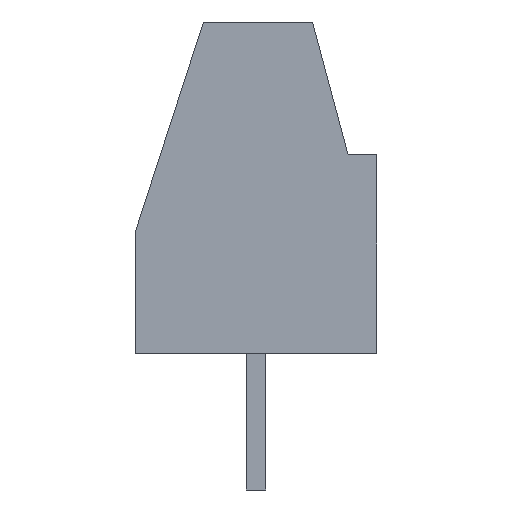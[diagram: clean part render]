
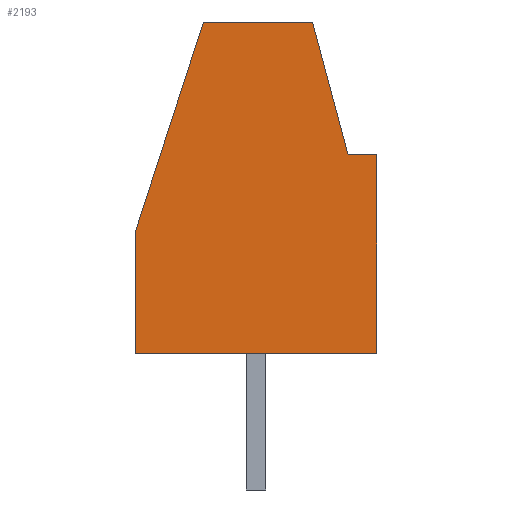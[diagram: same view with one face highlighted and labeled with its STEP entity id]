
A CAD part, left-side view. The second image highlights one B-rep face of the part: STEP entity #2193.
In plain terms, the highlighted planar face has unit normal (-1, 0, 0).
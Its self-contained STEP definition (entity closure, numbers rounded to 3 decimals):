
#22 = VERTEX_POINT('',#23);
#23 = CARTESIAN_POINT('',(-1.5,-3.1,0.));
#32 = PLANE('',#33);
#33 = AXIS2_PLACEMENT_3D('',#34,#35,#36);
#34 = CARTESIAN_POINT('',(-1.5,-3.1,0.));
#35 = DIRECTION('',(0.,0.,1.));
#36 = DIRECTION('',(0.,1.,0.));
#44 = PLANE('',#45);
#45 = AXIS2_PLACEMENT_3D('',#46,#47,#48);
#46 = CARTESIAN_POINT('',(-1.5,-3.1,8.5));
#47 = DIRECTION('',(0.,1.,0.));
#48 = DIRECTION('',(0.,0.,-1.));
#85 = VERTEX_POINT('',#86);
#86 = CARTESIAN_POINT('',(-1.5,3.1,0.));
#100 = PLANE('',#101);
#101 = AXIS2_PLACEMENT_3D('',#102,#103,#104);
#102 = CARTESIAN_POINT('',(-1.5,3.1,0.));
#103 = DIRECTION('',(0.,-1.,0.));
#104 = DIRECTION('',(0.,0.,1.));
#112 = EDGE_CURVE('',#22,#85,#113,.T.);
#113 = SURFACE_CURVE('',#114,(#118,#125),.PCURVE_S1.);
#114 = LINE('',#115,#116);
#115 = CARTESIAN_POINT('',(-1.5,-3.1,0.));
#116 = VECTOR('',#117,1.);
#117 = DIRECTION('',(0.,1.,0.));
#118 = PCURVE('',#32,#119);
#119 = DEFINITIONAL_REPRESENTATION('',(#120),#124);
#120 = LINE('',#121,#122);
#121 = CARTESIAN_POINT('',(0.,0.));
#122 = VECTOR('',#123,1.);
#123 = DIRECTION('',(1.,0.));
#124 = ( GEOMETRIC_REPRESENTATION_CONTEXT(2)
PARAMETRIC_REPRESENTATION_CONTEXT() REPRESENTATION_CONTEXT('2D SPACE',''
) );
#125 = PCURVE('',#126,#131);
#126 = PLANE('',#127);
#127 = AXIS2_PLACEMENT_3D('',#128,#129,#130);
#128 = CARTESIAN_POINT('',(-1.5,0.,4.25));
#129 = DIRECTION('',(1.,0.,0.));
#130 = DIRECTION('',(0.,0.,1.));
#131 = DEFINITIONAL_REPRESENTATION('',(#132),#136);
#132 = LINE('',#133,#134);
#133 = CARTESIAN_POINT('',(-4.25,3.1));
#134 = VECTOR('',#135,1.);
#135 = DIRECTION('',(0.,-1.));
#136 = ( GEOMETRIC_REPRESENTATION_CONTEXT(2)
PARAMETRIC_REPRESENTATION_CONTEXT() REPRESENTATION_CONTEXT('2D SPACE',''
) );
#1095 = EDGE_CURVE('',#1096,#22,#1098,.T.);
#1096 = VERTEX_POINT('',#1097);
#1097 = CARTESIAN_POINT('',(-1.5,-3.1,5.1));
#1098 = SURFACE_CURVE('',#1099,(#1103,#1110),.PCURVE_S1.);
#1099 = LINE('',#1100,#1101);
#1100 = CARTESIAN_POINT('',(-1.5,-3.1,8.5));
#1101 = VECTOR('',#1102,1.);
#1102 = DIRECTION('',(0.,0.,-1.));
#1103 = PCURVE('',#44,#1104);
#1104 = DEFINITIONAL_REPRESENTATION('',(#1105),#1109);
#1105 = LINE('',#1106,#1107);
#1106 = CARTESIAN_POINT('',(0.,0.));
#1107 = VECTOR('',#1108,1.);
#1108 = DIRECTION('',(1.,0.));
#1109 = ( GEOMETRIC_REPRESENTATION_CONTEXT(2)
PARAMETRIC_REPRESENTATION_CONTEXT() REPRESENTATION_CONTEXT('2D SPACE',''
) );
#1110 = PCURVE('',#126,#1111);
#1111 = DEFINITIONAL_REPRESENTATION('',(#1112),#1116);
#1112 = LINE('',#1113,#1114);
#1113 = CARTESIAN_POINT('',(4.25,3.1));
#1114 = VECTOR('',#1115,1.);
#1115 = DIRECTION('',(-1.,0.));
#1116 = ( GEOMETRIC_REPRESENTATION_CONTEXT(2)
PARAMETRIC_REPRESENTATION_CONTEXT() REPRESENTATION_CONTEXT('2D SPACE',''
) );
#1134 = PLANE('',#1135);
#1135 = AXIS2_PLACEMENT_3D('',#1136,#1137,#1138);
#1136 = CARTESIAN_POINT('',(-1.5,-2.36,5.1));
#1137 = DIRECTION('',(0.,0.,-1.));
#1138 = DIRECTION('',(0.,-1.,0.));
#2193 = ADVANCED_FACE('',(#2194),#126,.F.);
#2194 = FACE_BOUND('',#2195,.F.);
#2195 = EDGE_LOOP('',(#2196,#2219,#2220,#2221,#2244,#2272,#2300));
#2196 = ORIENTED_EDGE('',*,*,#2197,.T.);
#2197 = EDGE_CURVE('',#2198,#1096,#2200,.T.);
#2198 = VERTEX_POINT('',#2199);
#2199 = CARTESIAN_POINT('',(-1.5,-2.36,5.1));
#2200 = SURFACE_CURVE('',#2201,(#2205,#2212),.PCURVE_S1.);
#2201 = LINE('',#2202,#2203);
#2202 = CARTESIAN_POINT('',(-1.5,-2.36,5.1));
#2203 = VECTOR('',#2204,1.);
#2204 = DIRECTION('',(0.,-1.,0.));
#2205 = PCURVE('',#126,#2206);
#2206 = DEFINITIONAL_REPRESENTATION('',(#2207),#2211);
#2207 = LINE('',#2208,#2209);
#2208 = CARTESIAN_POINT('',(0.85,2.36));
#2209 = VECTOR('',#2210,1.);
#2210 = DIRECTION('',(0.,1.));
#2211 = ( GEOMETRIC_REPRESENTATION_CONTEXT(2)
PARAMETRIC_REPRESENTATION_CONTEXT() REPRESENTATION_CONTEXT('2D SPACE',''
) );
#2212 = PCURVE('',#1134,#2213);
#2213 = DEFINITIONAL_REPRESENTATION('',(#2214),#2218);
#2214 = LINE('',#2215,#2216);
#2215 = CARTESIAN_POINT('',(0.,-0.));
#2216 = VECTOR('',#2217,1.);
#2217 = DIRECTION('',(1.,0.));
#2218 = ( GEOMETRIC_REPRESENTATION_CONTEXT(2)
PARAMETRIC_REPRESENTATION_CONTEXT() REPRESENTATION_CONTEXT('2D SPACE',''
) );
#2219 = ORIENTED_EDGE('',*,*,#1095,.T.);
#2220 = ORIENTED_EDGE('',*,*,#112,.T.);
#2221 = ORIENTED_EDGE('',*,*,#2222,.T.);
#2222 = EDGE_CURVE('',#85,#2223,#2225,.T.);
#2223 = VERTEX_POINT('',#2224);
#2224 = CARTESIAN_POINT('',(-1.5,3.1,3.114));
#2225 = SURFACE_CURVE('',#2226,(#2230,#2237),.PCURVE_S1.);
#2226 = LINE('',#2227,#2228);
#2227 = CARTESIAN_POINT('',(-1.5,3.1,0.));
#2228 = VECTOR('',#2229,1.);
#2229 = DIRECTION('',(0.,0.,1.));
#2230 = PCURVE('',#126,#2231);
#2231 = DEFINITIONAL_REPRESENTATION('',(#2232),#2236);
#2232 = LINE('',#2233,#2234);
#2233 = CARTESIAN_POINT('',(-4.25,-3.1));
#2234 = VECTOR('',#2235,1.);
#2235 = DIRECTION('',(1.,0.));
#2236 = ( GEOMETRIC_REPRESENTATION_CONTEXT(2)
PARAMETRIC_REPRESENTATION_CONTEXT() REPRESENTATION_CONTEXT('2D SPACE',''
) );
#2237 = PCURVE('',#100,#2238);
#2238 = DEFINITIONAL_REPRESENTATION('',(#2239),#2243);
#2239 = LINE('',#2240,#2241);
#2240 = CARTESIAN_POINT('',(0.,0.));
#2241 = VECTOR('',#2242,1.);
#2242 = DIRECTION('',(1.,0.));
#2243 = ( GEOMETRIC_REPRESENTATION_CONTEXT(2)
PARAMETRIC_REPRESENTATION_CONTEXT() REPRESENTATION_CONTEXT('2D SPACE',''
) );
#2244 = ORIENTED_EDGE('',*,*,#2245,.F.);
#2245 = EDGE_CURVE('',#2246,#2223,#2248,.T.);
#2246 = VERTEX_POINT('',#2247);
#2247 = CARTESIAN_POINT('',(-1.5,1.35,8.5));
#2248 = SURFACE_CURVE('',#2249,(#2253,#2260),.PCURVE_S1.);
#2249 = LINE('',#2250,#2251);
#2250 = CARTESIAN_POINT('',(-1.5,1.35,8.5));
#2251 = VECTOR('',#2252,1.);
#2252 = DIRECTION('',(0.,0.309,-0.951));
#2253 = PCURVE('',#126,#2254);
#2254 = DEFINITIONAL_REPRESENTATION('',(#2255),#2259);
#2255 = LINE('',#2256,#2257);
#2256 = CARTESIAN_POINT('',(4.25,-1.35));
#2257 = VECTOR('',#2258,1.);
#2258 = DIRECTION('',(-0.951,-0.309));
#2259 = ( GEOMETRIC_REPRESENTATION_CONTEXT(2)
PARAMETRIC_REPRESENTATION_CONTEXT() REPRESENTATION_CONTEXT('2D SPACE',''
) );
#2260 = PCURVE('',#2261,#2266);
#2261 = PLANE('',#2262);
#2262 = AXIS2_PLACEMENT_3D('',#2263,#2264,#2265);
#2263 = CARTESIAN_POINT('',(-1.5,1.35,8.5));
#2264 = DIRECTION('',(0.,0.951,0.309));
#2265 = DIRECTION('',(0.,0.309,-0.951));
#2266 = DEFINITIONAL_REPRESENTATION('',(#2267),#2271);
#2267 = LINE('',#2268,#2269);
#2268 = CARTESIAN_POINT('',(0.,0.));
#2269 = VECTOR('',#2270,1.);
#2270 = DIRECTION('',(1.,0.));
#2271 = ( GEOMETRIC_REPRESENTATION_CONTEXT(2)
PARAMETRIC_REPRESENTATION_CONTEXT() REPRESENTATION_CONTEXT('2D SPACE',''
) );
#2272 = ORIENTED_EDGE('',*,*,#2273,.T.);
#2273 = EDGE_CURVE('',#2246,#2274,#2276,.T.);
#2274 = VERTEX_POINT('',#2275);
#2275 = CARTESIAN_POINT('',(-1.5,-1.45,8.5));
#2276 = SURFACE_CURVE('',#2277,(#2281,#2288),.PCURVE_S1.);
#2277 = LINE('',#2278,#2279);
#2278 = CARTESIAN_POINT('',(-1.5,3.1,8.5));
#2279 = VECTOR('',#2280,1.);
#2280 = DIRECTION('',(0.,-1.,0.));
#2281 = PCURVE('',#126,#2282);
#2282 = DEFINITIONAL_REPRESENTATION('',(#2283),#2287);
#2283 = LINE('',#2284,#2285);
#2284 = CARTESIAN_POINT('',(4.25,-3.1));
#2285 = VECTOR('',#2286,1.);
#2286 = DIRECTION('',(0.,1.));
#2287 = ( GEOMETRIC_REPRESENTATION_CONTEXT(2)
PARAMETRIC_REPRESENTATION_CONTEXT() REPRESENTATION_CONTEXT('2D SPACE',''
) );
#2288 = PCURVE('',#2289,#2294);
#2289 = PLANE('',#2290);
#2290 = AXIS2_PLACEMENT_3D('',#2291,#2292,#2293);
#2291 = CARTESIAN_POINT('',(-1.5,3.1,8.5));
#2292 = DIRECTION('',(0.,0.,-1.));
#2293 = DIRECTION('',(0.,-1.,0.));
#2294 = DEFINITIONAL_REPRESENTATION('',(#2295),#2299);
#2295 = LINE('',#2296,#2297);
#2296 = CARTESIAN_POINT('',(0.,-0.));
#2297 = VECTOR('',#2298,1.);
#2298 = DIRECTION('',(1.,0.));
#2299 = ( GEOMETRIC_REPRESENTATION_CONTEXT(2)
PARAMETRIC_REPRESENTATION_CONTEXT() REPRESENTATION_CONTEXT('2D SPACE',''
) );
#2300 = ORIENTED_EDGE('',*,*,#2301,.T.);
#2301 = EDGE_CURVE('',#2274,#2198,#2302,.T.);
#2302 = SURFACE_CURVE('',#2303,(#2307,#2314),.PCURVE_S1.);
#2303 = LINE('',#2304,#2305);
#2304 = CARTESIAN_POINT('',(-1.5,-1.45,8.5));
#2305 = VECTOR('',#2306,1.);
#2306 = DIRECTION('',(0.,-0.259,-0.966));
#2307 = PCURVE('',#126,#2308);
#2308 = DEFINITIONAL_REPRESENTATION('',(#2309),#2313);
#2309 = LINE('',#2310,#2311);
#2310 = CARTESIAN_POINT('',(4.25,1.45));
#2311 = VECTOR('',#2312,1.);
#2312 = DIRECTION('',(-0.966,0.259));
#2313 = ( GEOMETRIC_REPRESENTATION_CONTEXT(2)
PARAMETRIC_REPRESENTATION_CONTEXT() REPRESENTATION_CONTEXT('2D SPACE',''
) );
#2314 = PCURVE('',#2315,#2320);
#2315 = PLANE('',#2316);
#2316 = AXIS2_PLACEMENT_3D('',#2317,#2318,#2319);
#2317 = CARTESIAN_POINT('',(-1.5,-1.45,8.5));
#2318 = DIRECTION('',(0.,0.966,-0.259));
#2319 = DIRECTION('',(0.,-0.259,-0.966));
#2320 = DEFINITIONAL_REPRESENTATION('',(#2321),#2325);
#2321 = LINE('',#2322,#2323);
#2322 = CARTESIAN_POINT('',(0.,0.));
#2323 = VECTOR('',#2324,1.);
#2324 = DIRECTION('',(1.,0.));
#2325 = ( GEOMETRIC_REPRESENTATION_CONTEXT(2)
PARAMETRIC_REPRESENTATION_CONTEXT() REPRESENTATION_CONTEXT('2D SPACE',''
) );
